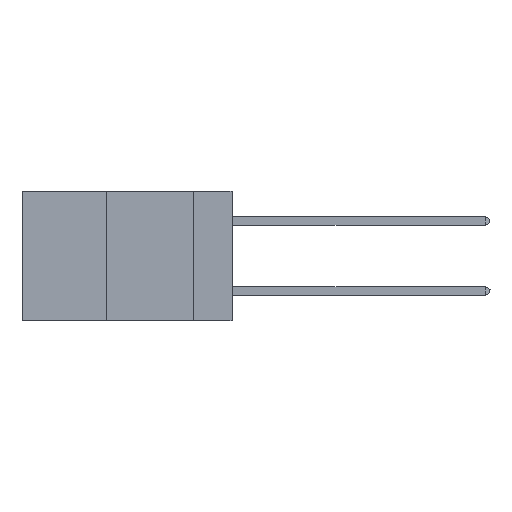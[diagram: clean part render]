
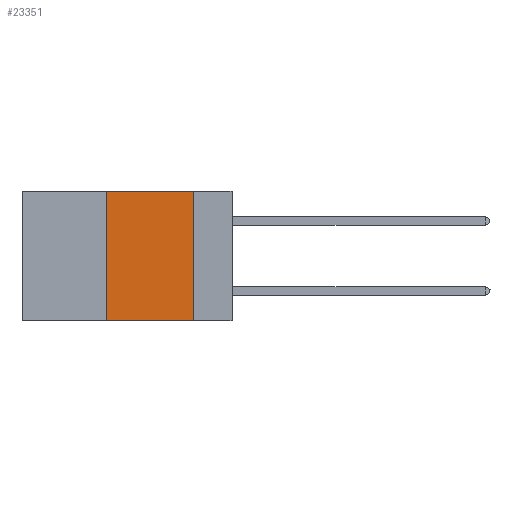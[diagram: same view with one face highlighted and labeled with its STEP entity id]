
A CAD part, left-side view. The second image highlights one B-rep face of the part: STEP entity #23351.
In plain terms, the highlighted planar face has unit normal (-1, 0, 0).
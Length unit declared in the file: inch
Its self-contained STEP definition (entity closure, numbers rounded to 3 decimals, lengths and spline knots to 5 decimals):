
#139 = CARTESIAN_POINT ( 'NONE',  ( 0., 0.6, -0.37 ) ) ;
#171 = VECTOR ( 'NONE', #12355, 39.37008 ) ;
#770 = FACE_OUTER_BOUND ( 'NONE', #2841, .T. ) ;
#968 = EDGE_CURVE ( 'NONE', #12483, #14477, #8204, .T. ) ;
#1814 = DIRECTION ( 'NONE',  ( 0., 0., 1. ) ) ;
#2639 = CARTESIAN_POINT ( 'NONE',  ( 0., 0.11, 0. ) ) ;
#2682 = EDGE_CURVE ( 'NONE', #14477, #14062, #12950, .T. ) ;
#2841 = EDGE_LOOP ( 'NONE', ( #21718, #4352, #5800, #4937 ) ) ;
#4352 = ORIENTED_EDGE ( 'NONE', *, *, #968, .F. ) ;
#4937 = ORIENTED_EDGE ( 'NONE', *, *, #20475, .T. ) ;
#5800 = ORIENTED_EDGE ( 'NONE', *, *, #10388, .F. ) ;
#7310 = VECTOR ( 'NONE', #18325, 39.37008 ) ;
#7650 = VECTOR ( 'NONE', #15672, 39.37008 ) ;
#7818 = CARTESIAN_POINT ( 'NONE',  ( 0., 0.36, 0. ) ) ;
#8204 = LINE ( 'NONE', #21926, #7310 ) ;
#8724 = CARTESIAN_POINT ( 'NONE',  ( 0., 0.36, 0. ) ) ;
#8815 = CARTESIAN_POINT ( 'NONE',  ( 0., 0.11, -0.37 ) ) ;
#9154 = VECTOR ( 'NONE', #1814, 39.37008 ) ;
#10388 = EDGE_CURVE ( 'NONE', #21289, #12483, #20024, .T. ) ;
#10813 = PLANE ( 'NONE',  #11412 ) ;
#11412 = AXIS2_PLACEMENT_3D ( 'NONE', #23990, #20208, #20708 ) ;
#12278 = CARTESIAN_POINT ( 'NONE',  ( 0., 0.36, -0.37 ) ) ;
#12355 = DIRECTION ( 'NONE',  ( 0., 0., -1. ) ) ;
#12483 = VERTEX_POINT ( 'NONE', #8724 ) ;
#12950 = LINE ( 'NONE', #2639, #171 ) ;
#14062 = VERTEX_POINT ( 'NONE', #8815 ) ;
#14477 = VERTEX_POINT ( 'NONE', #19859 ) ;
#15672 = DIRECTION ( 'NONE',  ( 0., -1., 0. ) ) ;
#18325 = DIRECTION ( 'NONE',  ( 0., -1., 0. ) ) ;
#18560 = LINE ( 'NONE', #139, #7650 ) ;
#19859 = CARTESIAN_POINT ( 'NONE',  ( 0., 0.11, 0. ) ) ;
#20024 = LINE ( 'NONE', #7818, #9154 ) ;
#20208 = DIRECTION ( 'NONE',  ( 1., 0., 0. ) ) ;
#20475 = EDGE_CURVE ( 'NONE', #21289, #14062, #18560, .T. ) ;
#20708 = DIRECTION ( 'NONE',  ( 0., 0., -1. ) ) ;
#21289 = VERTEX_POINT ( 'NONE', #12278 ) ;
#21718 = ORIENTED_EDGE ( 'NONE', *, *, #2682, .F. ) ;
#21926 = CARTESIAN_POINT ( 'NONE',  ( 0., 0.6, 0. ) ) ;
#23351 = ADVANCED_FACE ( 'NONE', ( #770 ), #10813, .F. ) ;
#23990 = CARTESIAN_POINT ( 'NONE',  ( 0., 0.6, 0. ) ) ;
